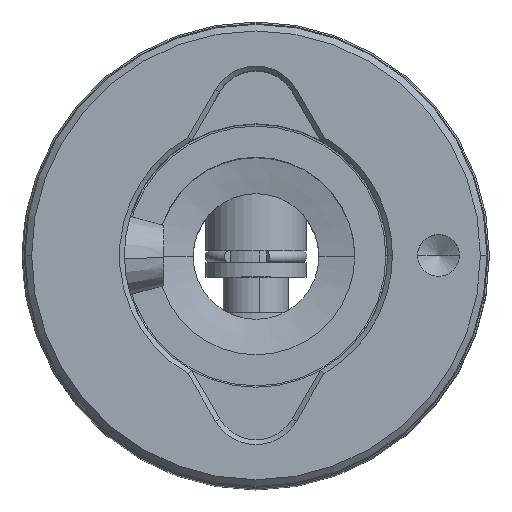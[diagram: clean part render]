
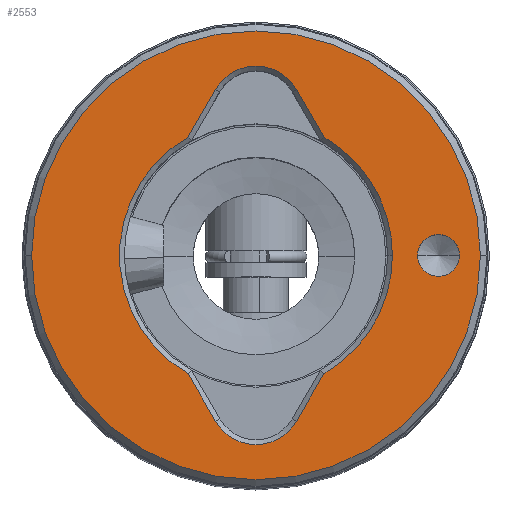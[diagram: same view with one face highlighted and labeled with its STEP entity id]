
A CAD part, top view. The second image highlights one B-rep face of the part: STEP entity #2553.
In plain terms, the highlighted face is planar.
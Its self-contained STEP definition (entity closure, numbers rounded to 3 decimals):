
#18 = ORIENTED_EDGE ( 'NONE', *, *, #2838, .T. ) ;
#52 = CARTESIAN_POINT ( 'NONE',  ( 0., 0., 0. ) ) ;
#128 = CARTESIAN_POINT ( 'NONE',  ( 8.535, 4.928, 0. ) ) ;
#156 = CIRCLE ( 'NONE', #4638, 18.75 ) ;
#175 = ORIENTED_EDGE ( 'NONE', *, *, #1178, .T. ) ;
#198 = CARTESIAN_POINT ( 'NONE',  ( 5.669, 9.89, 0. ) ) ;
#220 = DIRECTION ( 'NONE',  ( 1., 0., 0. ) ) ;
#276 = PLANE ( 'NONE',  #1983 ) ;
#289 = CARTESIAN_POINT ( 'NONE',  ( 0., -11.91, 0. ) ) ;
#298 = VERTEX_POINT ( 'NONE', #4207 ) ;
#315 = EDGE_CURVE ( 'NONE', #451, #3746, #3260, .T. ) ;
#348 = DIRECTION ( 'NONE',  ( 0., 0., 1. ) ) ;
#350 = VERTEX_POINT ( 'NONE', #3884 ) ;
#370 = DIRECTION ( 'NONE',  ( 0.5, 0.866, 0. ) ) ;
#451 = VERTEX_POINT ( 'NONE', #198 ) ;
#492 = ORIENTED_EDGE ( 'NONE', *, *, #315, .T. ) ;
#619 = CIRCLE ( 'NONE', #1263, 3.9 ) ;
#646 = DIRECTION ( 'NONE',  ( 0., 0., 1. ) ) ;
#660 = DIRECTION ( 'NONE',  ( 1., 0., 0. ) ) ;
#676 = AXIS2_PLACEMENT_3D ( 'NONE', #4606, #2405, #220 ) ;
#697 = AXIS2_PLACEMENT_3D ( 'NONE', #3095, #920, #3477 ) ;
#790 = ORIENTED_EDGE ( 'NONE', *, *, #4702, .F. ) ;
#809 = ORIENTED_EDGE ( 'NONE', *, *, #4403, .T. ) ;
#845 = CARTESIAN_POINT ( 'NONE',  ( 0., 0., 0. ) ) ;
#854 = DIRECTION ( 'NONE',  ( 1., 0., 0. ) ) ;
#912 = CARTESIAN_POINT ( 'NONE',  ( -3.377, -13.86, 0. ) ) ;
#920 = DIRECTION ( 'NONE',  ( 0., 0., -1. ) ) ;
#960 = VECTOR ( 'NONE', #1237, 1000. ) ;
#985 = EDGE_CURVE ( 'NONE', #2768, #1876, #3216, .T. ) ;
#1009 = DIRECTION ( 'NONE',  ( 0., 0., 1. ) ) ;
#1031 = CARTESIAN_POINT ( 'NONE',  ( -17., 0., 0. ) ) ;
#1158 = AXIS2_PLACEMENT_3D ( 'NONE', #845, #3398, #1216 ) ;
#1178 = EDGE_CURVE ( 'NONE', #3871, #451, #3264, .T. ) ;
#1216 = DIRECTION ( 'NONE',  ( 1., 0., 0. ) ) ;
#1237 = DIRECTION ( 'NONE',  ( -0.5, -0.866, 0. ) ) ;
#1263 = AXIS2_PLACEMENT_3D ( 'NONE', #3190, #1009, #3574 ) ;
#1350 = VERTEX_POINT ( 'NONE', #4551 ) ;
#1449 = FACE_OUTER_BOUND ( 'NONE', #1533, .T. ) ;
#1533 = EDGE_LOOP ( 'NONE', ( #3085, #2259 ) ) ;
#1603 = CARTESIAN_POINT ( 'NONE',  ( 3.377, -13.86, 0. ) ) ;
#1630 = VERTEX_POINT ( 'NONE', #1031 ) ;
#1699 = DIRECTION ( 'NONE',  ( 0., 0., -1. ) ) ;
#1733 = CARTESIAN_POINT ( 'NONE',  ( 0., 0., 0. ) ) ;
#1754 = EDGE_CURVE ( 'NONE', #2576, #3871, #3174, .T. ) ;
#1876 = VERTEX_POINT ( 'NONE', #2404 ) ;
#1912 = CARTESIAN_POINT ( 'NONE',  ( 5.669, -9.89, 0. ) ) ;
#1981 = EDGE_CURVE ( 'NONE', #298, #2271, #4719, .T. ) ;
#1983 = AXIS2_PLACEMENT_3D ( 'NONE', #2821, #3025, #854 ) ;
#2056 = EDGE_CURVE ( 'NONE', #1630, #3351, #4499, .T. ) ;
#2092 = DIRECTION ( 'NONE',  ( 1., 0., 0. ) ) ;
#2152 = CIRCLE ( 'NONE', #3361, 3.9 ) ;
#2186 = VECTOR ( 'NONE', #2314, 1000. ) ;
#2217 = EDGE_LOOP ( 'NONE', ( #2742, #175, #492, #3711, #2784, #2515, #3394, #809, #18 ) ) ;
#2226 = EDGE_CURVE ( 'NONE', #350, #1350, #156, .T. ) ;
#2259 = ORIENTED_EDGE ( 'NONE', *, *, #2226, .T. ) ;
#2271 = VERTEX_POINT ( 'NONE', #3598 ) ;
#2314 = DIRECTION ( 'NONE',  ( 0.5, -0.866, 0. ) ) ;
#2404 = CARTESIAN_POINT ( 'NONE',  ( -5.669, -9.89, 0. ) ) ;
#2405 = DIRECTION ( 'NONE',  ( 0., 0., -1. ) ) ;
#2515 = ORIENTED_EDGE ( 'NONE', *, *, #3060, .T. ) ;
#2531 = CARTESIAN_POINT ( 'NONE',  ( 0., 0., 0. ) ) ;
#2550 = EDGE_CURVE ( 'NONE', #3746, #298, #619, .T. ) ;
#2553 = ADVANCED_FACE ( 'NONE', ( #4621, #1449, #3400 ), #276, .F. ) ;
#2576 = VERTEX_POINT ( 'NONE', #1603 ) ;
#2607 = CARTESIAN_POINT ( 'NONE',  ( 8.535, -4.928, 0. ) ) ;
#2679 = CARTESIAN_POINT ( 'NONE',  ( -8.535, -4.928, 0. ) ) ;
#2696 = EDGE_CURVE ( 'NONE', #1350, #350, #3462, .T. ) ;
#2742 = ORIENTED_EDGE ( 'NONE', *, *, #1754, .T. ) ;
#2768 = VERTEX_POINT ( 'NONE', #4622 ) ;
#2784 = ORIENTED_EDGE ( 'NONE', *, *, #1981, .T. ) ;
#2821 = CARTESIAN_POINT ( 'NONE',  ( 0., 0., 0. ) ) ;
#2832 = DIRECTION ( 'NONE',  ( 0., 0., 1. ) ) ;
#2838 = EDGE_CURVE ( 'NONE', #3423, #2576, #2152, .T. ) ;
#2889 = DIRECTION ( 'NONE',  ( 1., 0., 0. ) ) ;
#2934 = AXIS2_PLACEMENT_3D ( 'NONE', #2531, #348, #2889 ) ;
#2966 = ORIENTED_EDGE ( 'NONE', *, *, #2056, .F. ) ;
#3009 = EDGE_LOOP ( 'NONE', ( #2966, #790 ) ) ;
#3025 = DIRECTION ( 'NONE',  ( 0., 0., 1. ) ) ;
#3055 = VECTOR ( 'NONE', #370, 1000. ) ;
#3060 = EDGE_CURVE ( 'NONE', #2271, #2768, #3302, .T. ) ;
#3085 = ORIENTED_EDGE ( 'NONE', *, *, #2696, .T. ) ;
#3095 = CARTESIAN_POINT ( 'NONE',  ( -15.25, 0., 0. ) ) ;
#3174 = LINE ( 'NONE', #2607, #3055 ) ;
#3190 = CARTESIAN_POINT ( 'NONE',  ( 0., 11.91, 0. ) ) ;
#3216 = CIRCLE ( 'NONE', #3281, 11.4 ) ;
#3260 = LINE ( 'NONE', #128, #4142 ) ;
#3264 = CIRCLE ( 'NONE', #2934, 11.4 ) ;
#3279 = LINE ( 'NONE', #2679, #2186 ) ;
#3281 = AXIS2_PLACEMENT_3D ( 'NONE', #52, #646, #4710 ) ;
#3302 = CIRCLE ( 'NONE', #1158, 11.4 ) ;
#3351 = VERTEX_POINT ( 'NONE', #4507 ) ;
#3361 = AXIS2_PLACEMENT_3D ( 'NONE', #289, #2832, #660 ) ;
#3394 = ORIENTED_EDGE ( 'NONE', *, *, #985, .T. ) ;
#3398 = DIRECTION ( 'NONE',  ( 0., 0., 1. ) ) ;
#3400 = FACE_BOUND ( 'NONE', #2217, .T. ) ;
#3423 = VERTEX_POINT ( 'NONE', #912 ) ;
#3462 = CIRCLE ( 'NONE', #676, 18.75 ) ;
#3477 = DIRECTION ( 'NONE',  ( -1., 0., 0. ) ) ;
#3574 = DIRECTION ( 'NONE',  ( 1., 0., 0. ) ) ;
#3598 = CARTESIAN_POINT ( 'NONE',  ( -5.669, 9.89, 0. ) ) ;
#3711 = ORIENTED_EDGE ( 'NONE', *, *, #2550, .T. ) ;
#3746 = VERTEX_POINT ( 'NONE', #4131 ) ;
#3806 = CARTESIAN_POINT ( 'NONE',  ( -8.535, 4.928, 0. ) ) ;
#3871 = VERTEX_POINT ( 'NONE', #1912 ) ;
#3884 = CARTESIAN_POINT ( 'NONE',  ( -18.75, 0., 0. ) ) ;
#3902 = CARTESIAN_POINT ( 'NONE',  ( -15.25, 0., 0. ) ) ;
#4056 = DIRECTION ( 'NONE',  ( -0.5, 0.866, 0. ) ) ;
#4092 = CIRCLE ( 'NONE', #4645, 1.75 ) ;
#4131 = CARTESIAN_POINT ( 'NONE',  ( 3.377, 13.86, 0. ) ) ;
#4142 = VECTOR ( 'NONE', #4056, 1000. ) ;
#4207 = CARTESIAN_POINT ( 'NONE',  ( -3.377, 13.86, 0. ) ) ;
#4262 = DIRECTION ( 'NONE',  ( -1., 0., 0. ) ) ;
#4304 = DIRECTION ( 'NONE',  ( 0., 0., -1. ) ) ;
#4403 = EDGE_CURVE ( 'NONE', #1876, #3423, #3279, .T. ) ;
#4499 = CIRCLE ( 'NONE', #697, 1.75 ) ;
#4507 = CARTESIAN_POINT ( 'NONE',  ( -13.5, 0., 0. ) ) ;
#4551 = CARTESIAN_POINT ( 'NONE',  ( 18.75, 0., 0. ) ) ;
#4606 = CARTESIAN_POINT ( 'NONE',  ( 0., 0., 0. ) ) ;
#4621 = FACE_BOUND ( 'NONE', #3009, .T. ) ;
#4622 = CARTESIAN_POINT ( 'NONE',  ( -11.4, 0., 0. ) ) ;
#4638 = AXIS2_PLACEMENT_3D ( 'NONE', #1733, #4304, #2092 ) ;
#4645 = AXIS2_PLACEMENT_3D ( 'NONE', #3902, #1699, #4262 ) ;
#4702 = EDGE_CURVE ( 'NONE', #3351, #1630, #4092, .T. ) ;
#4710 = DIRECTION ( 'NONE',  ( 1., 0., 0. ) ) ;
#4719 = LINE ( 'NONE', #3806, #960 ) ;
